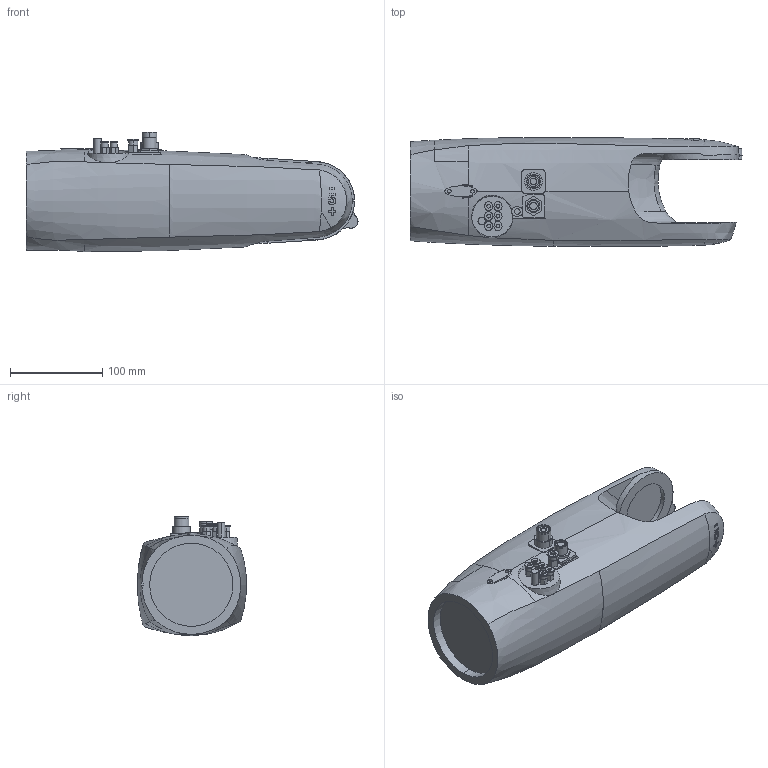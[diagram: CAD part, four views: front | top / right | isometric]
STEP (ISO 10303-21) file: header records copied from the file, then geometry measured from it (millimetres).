
FILE_DESCRIPTION (( 'STEP AP203' ), '1' );
FILE_NAME ('test4.STEP', '2021-03-10T15:46:00', ( '' ), ( '' ), 'SwSTEP 2.0', 'SolidWorks 2019', '' );
FILE_SCHEMA (( 'CONFIG_CONTROL_DESIGN' ));
Length unit declared in the file: millimetre
Products named in the file (1): test4
Bounding box: 359.02 x 117.77 x 129 mm (x, y, z)
Volume: 2986041.4 mm3; surface area: 159021.1 mm2
Topology: 1 solids, 1 shells, 318 faces, 809 edges, 540 vertices
Faces by surface type: plane 171, cylinder 89, bspline 45, sphere 7, cone 6
Entity records: 21653 total; most frequent: CARTESIAN_POINT 14242, ORIENTED_EDGE 1618, DIRECTION 1352, EDGE_CURVE 809, VERTEX_POINT 540, AXIS2_PLACEMENT_3D 500, EDGE_LOOP 365, VECTOR 352
